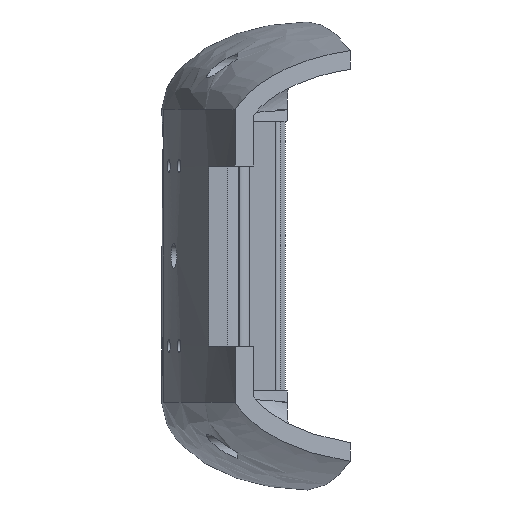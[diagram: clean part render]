
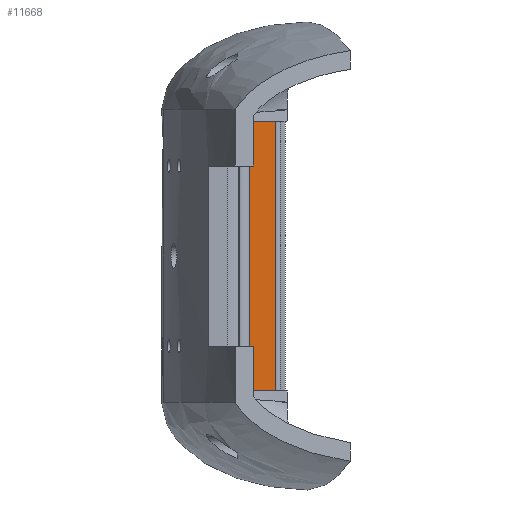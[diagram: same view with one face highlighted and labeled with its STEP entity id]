
A CAD part, left-side view. The second image highlights one B-rep face of the part: STEP entity #11668.
In plain terms, the highlighted planar face has unit normal (-1, 0, 0).
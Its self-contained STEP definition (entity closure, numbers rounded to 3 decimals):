
#189 = EDGE_CURVE ( 'NONE', #4902, #4193, #15535, .T. ) ;
#662 = EDGE_CURVE ( 'NONE', #4193, #15146, #3580, .T. ) ;
#915 = DIRECTION ( 'NONE',  ( 0., 0., -1. ) ) ;
#1032 = EDGE_LOOP ( 'NONE', ( #14974, #6629, #13077, #5922 ) ) ;
#1951 = CARTESIAN_POINT ( 'NONE',  ( 115.223, 42., -60. ) ) ;
#2240 = CARTESIAN_POINT ( 'NONE',  ( 115.223, 42., -60. ) ) ;
#2336 = CARTESIAN_POINT ( 'NONE',  ( 115.223, 42., 60. ) ) ;
#2644 = CARTESIAN_POINT ( 'NONE',  ( 115.223, 25.317, -60. ) ) ;
#3439 = LINE ( 'NONE', #8024, #14360 ) ;
#3580 = LINE ( 'NONE', #2240, #6349 ) ;
#4193 = VERTEX_POINT ( 'NONE', #10726 ) ;
#4465 = DIRECTION ( 'NONE',  ( 0., 0., -1. ) ) ;
#4902 = VERTEX_POINT ( 'NONE', #11252 ) ;
#5802 = FACE_OUTER_BOUND ( 'NONE', #1032, .T. ) ;
#5922 = ORIENTED_EDGE ( 'NONE', *, *, #11763, .F. ) ;
#6349 = VECTOR ( 'NONE', #7050, 1000. ) ;
#6629 = ORIENTED_EDGE ( 'NONE', *, *, #189, .T. ) ;
#6807 = AXIS2_PLACEMENT_3D ( 'NONE', #1951, #11657, #915 ) ;
#6849 = VECTOR ( 'NONE', #11995, 1000. ) ;
#6909 = PLANE ( 'NONE',  #6807 ) ;
#7050 = DIRECTION ( 'NONE',  ( 0., -1., 0. ) ) ;
#8024 = CARTESIAN_POINT ( 'NONE',  ( 115.223, 25.317, -60. ) ) ;
#8064 = VERTEX_POINT ( 'NONE', #12139 ) ;
#10441 = VECTOR ( 'NONE', #11968, 1000. ) ;
#10726 = CARTESIAN_POINT ( 'NONE',  ( 115.223, 37., -60. ) ) ;
#11252 = CARTESIAN_POINT ( 'NONE',  ( 115.223, 37., 60. ) ) ;
#11657 = DIRECTION ( 'NONE',  ( 1., 0., 0. ) ) ;
#11668 = ADVANCED_FACE ( 'NONE', ( #5802 ), #6909, .F. ) ;
#11763 = EDGE_CURVE ( 'NONE', #8064, #15146, #3439, .T. ) ;
#11968 = DIRECTION ( 'NONE',  ( 0., -1., 0. ) ) ;
#11995 = DIRECTION ( 'NONE',  ( 0., 0., -1. ) ) ;
#12139 = CARTESIAN_POINT ( 'NONE',  ( 115.223, 25.317, 60. ) ) ;
#12144 = EDGE_CURVE ( 'NONE', #4902, #8064, #13385, .T. ) ;
#13077 = ORIENTED_EDGE ( 'NONE', *, *, #662, .T. ) ;
#13385 = LINE ( 'NONE', #2336, #10441 ) ;
#14198 = CARTESIAN_POINT ( 'NONE',  ( 115.223, 37., -60. ) ) ;
#14360 = VECTOR ( 'NONE', #4465, 1000. ) ;
#14974 = ORIENTED_EDGE ( 'NONE', *, *, #12144, .F. ) ;
#15146 = VERTEX_POINT ( 'NONE', #2644 ) ;
#15535 = LINE ( 'NONE', #14198, #6849 ) ;
